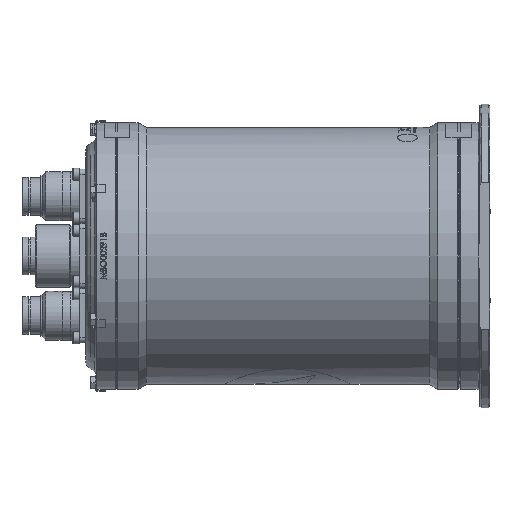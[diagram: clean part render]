
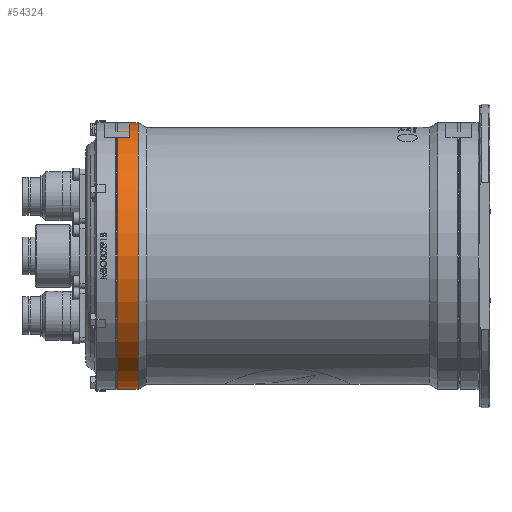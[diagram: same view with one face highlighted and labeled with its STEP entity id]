
A CAD part, left-side view. The second image highlights one B-rep face of the part: STEP entity #54324.
In plain terms, the highlighted cylindrical face has radius 78 mm (diameter 156 mm), a full revolution.
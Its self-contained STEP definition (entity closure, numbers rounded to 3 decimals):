
#669 = VERTEX_POINT ( 'NONE', #47753 ) ;
#2876 = DIRECTION ( 'NONE',  ( 1., 0., 0. ) ) ;
#4860 = CYLINDRICAL_SURFACE ( 'NONE', #19128, 78. ) ;
#8816 = DIRECTION ( 'NONE',  ( 0., 0., -1. ) ) ;
#11227 = VERTEX_POINT ( 'NONE', #46209 ) ;
#19128 = AXIS2_PLACEMENT_3D ( 'NONE', #37309, #8816, #42984 ) ;
#19701 = AXIS2_PLACEMENT_3D ( 'NONE', #32711, #72484, #38334 ) ;
#24923 = EDGE_LOOP ( 'NONE', ( #67565 ) ) ;
#32711 = CARTESIAN_POINT ( 'NONE',  ( 0., 0., -87.763 ) ) ;
#33022 = EDGE_CURVE ( 'NONE', #669, #669, #36975, .T. ) ;
#36860 = FACE_OUTER_BOUND ( 'NONE', #70516, .T. ) ;
#36950 = DIRECTION ( 'NONE',  ( 0., 0., 1. ) ) ;
#36975 = CIRCLE ( 'NONE', #50638, 78. ) ;
#37309 = CARTESIAN_POINT ( 'NONE',  ( 0., 0., 100. ) ) ;
#38334 = DIRECTION ( 'NONE',  ( -1., 0., 0. ) ) ;
#42984 = DIRECTION ( 'NONE',  ( -1., 0., 0. ) ) ;
#46209 = CARTESIAN_POINT ( 'NONE',  ( -78., 0., -87.763 ) ) ;
#47414 = ORIENTED_EDGE ( 'NONE', *, *, #33022, .T. ) ;
#47753 = CARTESIAN_POINT ( 'NONE',  ( 78., 0., -99.5 ) ) ;
#50638 = AXIS2_PLACEMENT_3D ( 'NONE', #71080, #36950, #2876 ) ;
#54324 = ADVANCED_FACE ( 'NONE', ( #36860, #65352 ), #4860, .T. ) ;
#55510 = EDGE_CURVE ( 'NONE', #11227, #11227, #66222, .T. ) ;
#65352 = FACE_OUTER_BOUND ( 'NONE', #24923, .T. ) ;
#66222 = CIRCLE ( 'NONE', #19701, 78. ) ;
#67565 = ORIENTED_EDGE ( 'NONE', *, *, #55510, .F. ) ;
#70516 = EDGE_LOOP ( 'NONE', ( #47414 ) ) ;
#71080 = CARTESIAN_POINT ( 'NONE',  ( 0., 0., -99.5 ) ) ;
#72484 = DIRECTION ( 'NONE',  ( 0., 0., 1. ) ) ;
